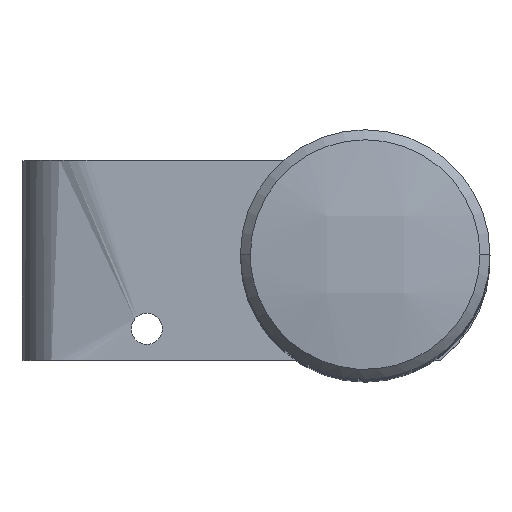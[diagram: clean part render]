
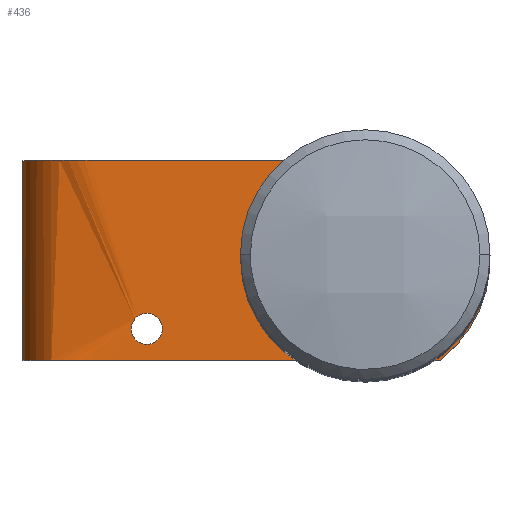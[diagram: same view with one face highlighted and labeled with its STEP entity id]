
A CAD part, top view. The second image highlights one B-rep face of the part: STEP entity #436.
In plain terms, the highlighted free-form (B-spline) face has degree [1, 2] with [2, 9] control points.
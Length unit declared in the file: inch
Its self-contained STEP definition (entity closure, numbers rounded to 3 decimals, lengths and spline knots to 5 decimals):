
#350 = CARTESIAN_POINT ( 'NONE',  ( 0., 0.62992, 1.9685 ) ) ;
#402 = CARTESIAN_POINT ( 'NONE',  ( 2.6378, 0.62992, 1.9685 ) ) ;
#418 = CARTESIAN_POINT ( 'NONE',  ( 0., -0.62992, 1.53543 ) ) ;
#436 = ADVANCED_FACE ( 'NONE', ( #3879, #7939, #8946 ), #9009, .T. ) ;
#542 = ORIENTED_EDGE ( 'NONE', *, *, #2745, .T. ) ;
#656 = DIRECTION ( 'NONE',  ( -1., 0., 0. ) ) ;
#657 = EDGE_LOOP ( 'NONE', ( #6488, #8836, #7244, #1308 ) ) ;
#663 = VERTEX_POINT ( 'NONE', #5741 ) ;
#922 = VECTOR ( 'NONE', #6528, 39.37008 ) ;
#1142 = CARTESIAN_POINT ( 'NONE',  ( 2.95276, -0.62992, 1.9685 ) ) ;
#1149 = DIRECTION ( 'NONE',  ( -1., 0., 0. ) ) ;
#1308 = ORIENTED_EDGE ( 'NONE', *, *, #6777, .F. ) ;
#1493 = CARTESIAN_POINT ( 'NONE',  ( 0., 0.62992, 1.53543 ) ) ;
#1849 = CARTESIAN_POINT ( 'NONE',  ( 2.6378, 0.62992, 1.9685 ) ) ;
#1880 = CARTESIAN_POINT ( 'NONE',  ( 0.43307, 0.62992, 1.9685 ) ) ;
#1962 = VERTEX_POINT ( 'NONE', #5527 ) ;
#2234 = EDGE_CURVE ( 'NONE', #5779, #8241, #8442, .T. ) ;
#2547 = CARTESIAN_POINT ( 'NONE',  ( 2.96876, 0.62992, 1.9685 ) ) ;
#2574 = CARTESIAN_POINT ( 'NONE',  ( 2.96876, -0.62992, 1.9685 ) ) ;
#2732 = CARTESIAN_POINT ( 'NONE',  ( 2.16535, 0., 1.9685 ) ) ;
#2745 = EDGE_CURVE ( 'NONE', #8296, #8501, #2872, .T. ) ;
#2872 = CIRCLE ( 'NONE', #3558, 0.09843 ) ;
#2911 = EDGE_CURVE ( 'NONE', #5238, #5779, #8746, .T. ) ;
#2923 = EDGE_CURVE ( 'NONE', #663, #1962, #7986, .T. ) ;
#3065 =( BOUNDED_CURVE ( )  B_SPLINE_CURVE ( 2, ( #6269, #5648, #4228, #4935, #9155 ),
 .UNSPECIFIED., .F., .F. ) 
 B_SPLINE_CURVE_WITH_KNOTS ( ( 3, 2, 3 ),
 ( 0., 0.05581, 0.07303 ),
 .UNSPECIFIED. ) 
 CURVE ( )  GEOMETRIC_REPRESENTATION_ITEM ( )  RATIONAL_B_SPLINE_CURVE ( ( 1., 1., 1., 0.707, 1. ) ) 
 REPRESENTATION_ITEM ( '' )  );
#3069 = CARTESIAN_POINT ( 'NONE',  ( 0.68898, -0.43307, 1.9685 ) ) ;
#3094 = DIRECTION ( 'NONE',  ( -1., 0., 0. ) ) ;
#3124 = CIRCLE ( 'NONE', #5938, 0.09843 ) ;
#3392 = CARTESIAN_POINT ( 'NONE',  ( 2.79528, -0.62992, 1.9685 ) ) ;
#3558 = AXIS2_PLACEMENT_3D ( 'NONE', #4225, #9316, #7150 ) ;
#3879 = FACE_OUTER_BOUND ( 'NONE', #657, .T. ) ;
#3894 = EDGE_CURVE ( 'NONE', #1962, #663, #4216, .T. ) ;
#3938 = EDGE_LOOP ( 'NONE', ( #7825, #5407 ) ) ;
#4035 = CARTESIAN_POINT ( 'NONE',  ( 2.95276, 0.62992, 1.9685 ) ) ;
#4172 = DIRECTION ( 'NONE',  ( -1., 0., 0. ) ) ;
#4216 = CIRCLE ( 'NONE', #6317, 0.44291 ) ;
#4225 = CARTESIAN_POINT ( 'NONE',  ( 0.7874, -0.43307, 1.9685 ) ) ;
#4228 = CARTESIAN_POINT ( 'NONE',  ( 0.43307, -0.62992, 1.9685 ) ) ;
#4322 = VERTEX_POINT ( 'NONE', #7468 ) ;
#4564 = CIRCLE ( 'NONE', #6367, 0.7874 ) ;
#4586 = CARTESIAN_POINT ( 'NONE',  ( 2.16535, 0., 1.9685 ) ) ;
#4612 = DIRECTION ( 'NONE',  ( 0., 0., -1. ) ) ;
#4747 = CARTESIAN_POINT ( 'NONE',  ( 0., -0.62992, 1.9685 ) ) ;
#4879 = EDGE_LOOP ( 'NONE', ( #6970, #542 ) ) ;
#4935 = CARTESIAN_POINT ( 'NONE',  ( 0., -0.62992, 1.9685 ) ) ;
#5132 = CARTESIAN_POINT ( 'NONE',  ( 0., 0.62992, 1.53543 ) ) ;
#5238 = VERTEX_POINT ( 'NONE', #9308 ) ;
#5407 = ORIENTED_EDGE ( 'NONE', *, *, #2923, .T. ) ;
#5408 = CARTESIAN_POINT ( 'NONE',  ( 2.98476, 0.62992, 1.9685 ) ) ;
#5477 = CARTESIAN_POINT ( 'NONE',  ( 1.53543, -0.62992, 1.9685 ) ) ;
#5527 = CARTESIAN_POINT ( 'NONE',  ( 1.72244, 0., 1.9685 ) ) ;
#5624 = CARTESIAN_POINT ( 'NONE',  ( 0.7874, -0.43307, 1.9685 ) ) ;
#5648 = CARTESIAN_POINT ( 'NONE',  ( 1.53543, -0.62992, 1.9685 ) ) ;
#5657 = AXIS2_PLACEMENT_3D ( 'NONE', #4586, #4612, #3094 ) ;
#5673 = DIRECTION ( 'NONE',  ( 0., 0., -1. ) ) ;
#5741 = CARTESIAN_POINT ( 'NONE',  ( 2.60827, 0., 1.9685 ) ) ;
#5773 = CARTESIAN_POINT ( 'NONE',  ( 2.6378, 0.62992, 1.9685 ) ) ;
#5779 = VERTEX_POINT ( 'NONE', #9224 ) ;
#5938 = AXIS2_PLACEMENT_3D ( 'NONE', #5624, #8466, #4172 ) ;
#6136 = CARTESIAN_POINT ( 'NONE',  ( 0.43307, -0.62992, 1.9685 ) ) ;
#6182 = CARTESIAN_POINT ( 'NONE',  ( 0.88583, -0.43307, 1.9685 ) ) ;
#6199 = CARTESIAN_POINT ( 'NONE',  ( 2.98476, -0.62992, 1.9685 ) ) ;
#6269 = CARTESIAN_POINT ( 'NONE',  ( 2.6378, -0.62992, 1.9685 ) ) ;
#6317 = AXIS2_PLACEMENT_3D ( 'NONE', #9059, #7556, #1149 ) ;
#6367 = AXIS2_PLACEMENT_3D ( 'NONE', #2732, #5673, #656 ) ;
#6488 = ORIENTED_EDGE ( 'NONE', *, *, #7272, .F. ) ;
#6528 = DIRECTION ( 'NONE',  ( 0., 1., 0. ) ) ;
#6777 = EDGE_CURVE ( 'NONE', #4322, #5238, #3065, .T. ) ;
#6854 = CARTESIAN_POINT ( 'NONE',  ( 2.79528, 0.62992, 1.9685 ) ) ;
#6951 = CARTESIAN_POINT ( 'NONE',  ( 0., 0.62992, 1.53543 ) ) ;
#6970 = ORIENTED_EDGE ( 'NONE', *, *, #8895, .T. ) ;
#7150 = DIRECTION ( 'NONE',  ( -1., 0., 0. ) ) ;
#7244 = ORIENTED_EDGE ( 'NONE', *, *, #2911, .F. ) ;
#7272 = EDGE_CURVE ( 'NONE', #8241, #4322, #4564, .T. ) ;
#7468 = CARTESIAN_POINT ( 'NONE',  ( 2.6378, -0.62992, 1.9685 ) ) ;
#7556 = DIRECTION ( 'NONE',  ( 0., 0., -1. ) ) ;
#7691 = CARTESIAN_POINT ( 'NONE',  ( 1.53543, 0.62992, 1.9685 ) ) ;
#7825 = ORIENTED_EDGE ( 'NONE', *, *, #3894, .T. ) ;
#7927 = CARTESIAN_POINT ( 'NONE',  ( 0., 0.62992, 1.9685 ) ) ;
#7939 = FACE_BOUND ( 'NONE', #4879, .T. ) ;
#7986 = CIRCLE ( 'NONE', #5657, 0.44291 ) ;
#8052 = CARTESIAN_POINT ( 'NONE',  ( 0.43307, 0.62992, 1.9685 ) ) ;
#8241 = VERTEX_POINT ( 'NONE', #402 ) ;
#8296 = VERTEX_POINT ( 'NONE', #6182 ) ;
#8442 =( BOUNDED_CURVE ( )  B_SPLINE_CURVE ( 2, ( #5132, #7927, #8052, #9380, #5773 ),
 .UNSPECIFIED., .F., .F. ) 
 B_SPLINE_CURVE_WITH_KNOTS ( ( 3, 2, 3 ),
 ( 0., 0.01734, 0.07353 ),
 .UNSPECIFIED. ) 
 CURVE ( )  GEOMETRIC_REPRESENTATION_ITEM ( )  RATIONAL_B_SPLINE_CURVE ( ( 1., 0.707, 1., 1., 1. ) ) 
 REPRESENTATION_ITEM ( '' )  );
#8466 = DIRECTION ( 'NONE',  ( 0., 0., -1. ) ) ;
#8501 = VERTEX_POINT ( 'NONE', #3069 ) ;
#8746 = LINE ( 'NONE', #1493, #922 ) ;
#8836 = ORIENTED_EDGE ( 'NONE', *, *, #2234, .F. ) ;
#8895 = EDGE_CURVE ( 'NONE', #8501, #8296, #3124, .T. ) ;
#8946 = FACE_BOUND ( 'NONE', #3938, .T. ) ;
#9009 =( BOUNDED_SURFACE ( )  B_SPLINE_SURFACE ( 1, 2, ( 
 ( #6951, #350, #1880, #7691, #1849, #6854, #4035, #2547, #5408 ),
 ( #418, #4747, #6136, #5477, #9086, #3392, #1142, #2574, #6199 ) ),
 .UNSPECIFIED., .F., .F., .F. ) 
 B_SPLINE_SURFACE_WITH_KNOTS ( ( 2, 2 ),
 ( 3, 2, 2, 2, 3 ),
 ( 0., 32. ),
 ( -17.27876, 0., 56., 64., 64.81279 ),
 .UNSPECIFIED. ) 
 GEOMETRIC_REPRESENTATION_ITEM ( )  RATIONAL_B_SPLINE_SURFACE ( (
 ( 1., 0.707, 1., 1., 1., 1., 1., 1., 1.),
 ( 1., 0.707, 1., 1., 1., 1., 1., 1., 1.) ) ) 
 REPRESENTATION_ITEM ( '' )  SURFACE ( )  );
#9059 = CARTESIAN_POINT ( 'NONE',  ( 2.16535, 0., 1.9685 ) ) ;
#9086 = CARTESIAN_POINT ( 'NONE',  ( 2.6378, -0.62992, 1.9685 ) ) ;
#9155 = CARTESIAN_POINT ( 'NONE',  ( 0., -0.62992, 1.53543 ) ) ;
#9224 = CARTESIAN_POINT ( 'NONE',  ( 0., 0.62992, 1.53543 ) ) ;
#9308 = CARTESIAN_POINT ( 'NONE',  ( 0., -0.62992, 1.53543 ) ) ;
#9316 = DIRECTION ( 'NONE',  ( 0., 0., -1. ) ) ;
#9380 = CARTESIAN_POINT ( 'NONE',  ( 1.53543, 0.62992, 1.9685 ) ) ;
